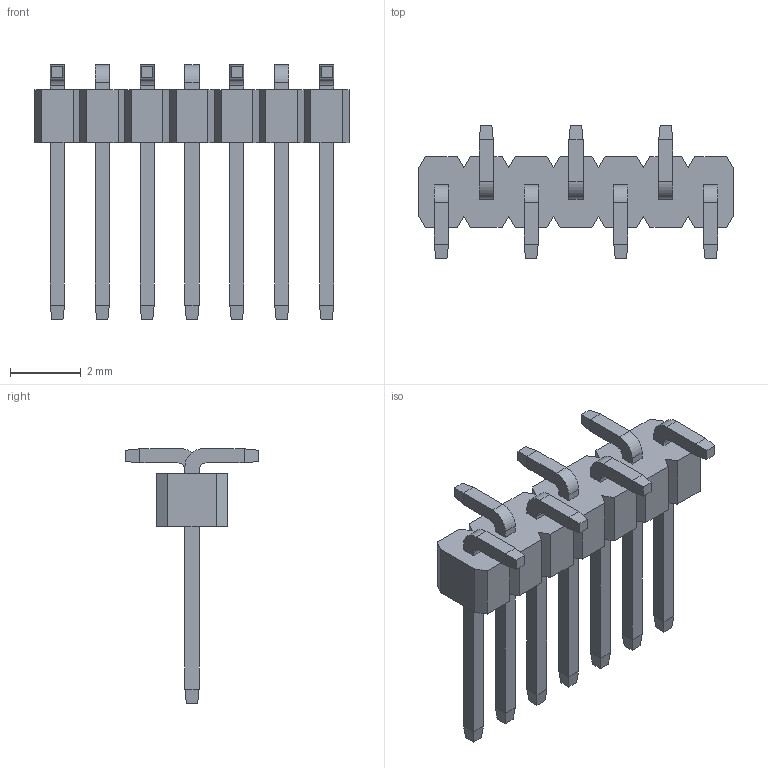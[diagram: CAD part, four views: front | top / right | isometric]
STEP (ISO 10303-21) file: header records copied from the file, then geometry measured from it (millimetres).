
FILE_DESCRIPTION (( 'STEP AP214' ), '1' );
FILE_NAME ('FPH12737-S07S1014150304M-REF .STEP', '2025-11-27T09:48:43', ( '' ), ( '' ), 'SwSTEP 2.0', 'SolidWorks 2021', '' );
FILE_SCHEMA (( 'AUTOMOTIVE_DESIGN' ));
Length unit declared in the file: millimetre
Products named in the file (1): FPH12737-S07S1014150304M-REF 
Bounding box: 8.89 x 3.75 x 7.2 mm (x, y, z)
Volume: 33.4 mm3; surface area: 151.6 mm2
Topology: 1 solids, 1 shells, 200 faces, 496 edges, 312 vertices
Faces by surface type: plane 186, cylinder 14
Entity records: 5794 total; most frequent: CARTESIAN_POINT 1009, ORIENTED_EDGE 992, DIRECTION 926, EDGE_CURVE 496, VECTOR 468, LINE 468, VERTEX_POINT 312, AXIS2_PLACEMENT_3D 229
